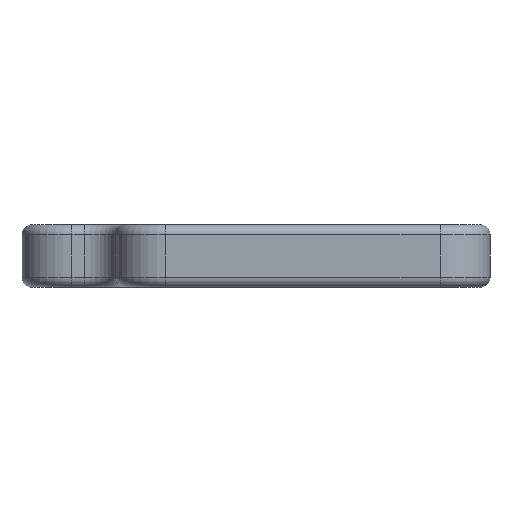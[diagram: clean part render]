
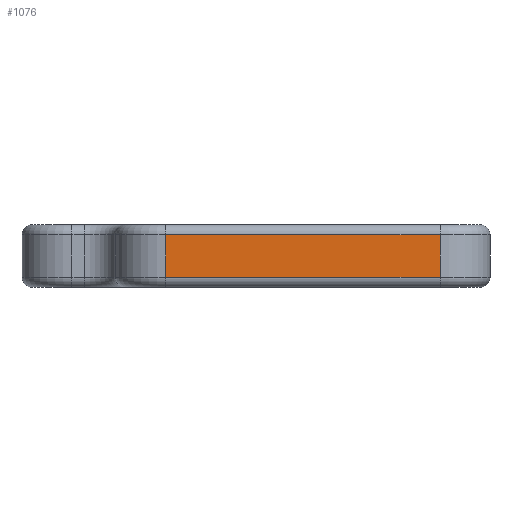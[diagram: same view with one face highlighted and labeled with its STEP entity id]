
A CAD part, front view. The second image highlights one B-rep face of the part: STEP entity #1076.
In plain terms, the highlighted planar face has unit normal (0, -1, 0).
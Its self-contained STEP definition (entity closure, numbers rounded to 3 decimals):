
#26 = VECTOR ( 'NONE', #59, 1000. ) ;
#48 = LINE ( 'NONE', #706, #832 ) ;
#59 = DIRECTION ( 'NONE',  ( -1., 0., 0. ) ) ;
#69 = DIRECTION ( 'NONE',  ( 0., 0., 1. ) ) ;
#172 = CARTESIAN_POINT ( 'NONE',  ( 4., 0., 0.8 ) ) ;
#180 = CARTESIAN_POINT ( 'NONE',  ( 26., 0., 4.2 ) ) ;
#232 = EDGE_CURVE ( 'NONE', #292, #1212, #1643, .T. ) ;
#272 = CARTESIAN_POINT ( 'NONE',  ( 4., 0., 4.2 ) ) ;
#292 = VERTEX_POINT ( 'NONE', #272 ) ;
#308 = EDGE_CURVE ( 'NONE', #1212, #1501, #1455, .T. ) ;
#356 = ORIENTED_EDGE ( 'NONE', *, *, #1745, .T. ) ;
#394 = CARTESIAN_POINT ( 'NONE',  ( 4., 0., 4.2 ) ) ;
#487 = ORIENTED_EDGE ( 'NONE', *, *, #232, .T. ) ;
#608 = CARTESIAN_POINT ( 'NONE',  ( 0., 0., 0.8 ) ) ;
#689 = ORIENTED_EDGE ( 'NONE', *, *, #1758, .T. ) ;
#706 = CARTESIAN_POINT ( 'NONE',  ( 26., 0., 5. ) ) ;
#832 = VECTOR ( 'NONE', #69, 1000. ) ;
#953 = CARTESIAN_POINT ( 'NONE',  ( 26., 0., 0.8 ) ) ;
#1076 = ADVANCED_FACE ( 'NONE', ( #1658 ), #1827, .F. ) ;
#1099 = CARTESIAN_POINT ( 'NONE',  ( 4., 0., 0. ) ) ;
#1212 = VERTEX_POINT ( 'NONE', #172 ) ;
#1254 = VECTOR ( 'NONE', #1281, 1000. ) ;
#1281 = DIRECTION ( 'NONE',  ( 1., 0., 0. ) ) ;
#1455 = LINE ( 'NONE', #608, #1254 ) ;
#1501 = VERTEX_POINT ( 'NONE', #953 ) ;
#1583 = EDGE_LOOP ( 'NONE', ( #487, #1691, #356, #689 ) ) ;
#1611 = DIRECTION ( 'NONE',  ( 0., 0., 1. ) ) ;
#1643 = LINE ( 'NONE', #1099, #1828 ) ;
#1658 = FACE_OUTER_BOUND ( 'NONE', #1583, .T. ) ;
#1691 = ORIENTED_EDGE ( 'NONE', *, *, #308, .T. ) ;
#1698 = VERTEX_POINT ( 'NONE', #180 ) ;
#1745 = EDGE_CURVE ( 'NONE', #1501, #1698, #48, .T. ) ;
#1758 = EDGE_CURVE ( 'NONE', #1698, #292, #1923, .T. ) ;
#1827 = PLANE ( 'NONE',  #2128 ) ;
#1828 = VECTOR ( 'NONE', #2133, 1000. ) ;
#1923 = LINE ( 'NONE', #394, #26 ) ;
#1948 = CARTESIAN_POINT ( 'NONE',  ( 0., 0., 5. ) ) ;
#2124 = DIRECTION ( 'NONE',  ( 0., 1., 0. ) ) ;
#2128 = AXIS2_PLACEMENT_3D ( 'NONE', #1948, #2124, #1611 ) ;
#2133 = DIRECTION ( 'NONE',  ( 0., 0., -1. ) ) ;
